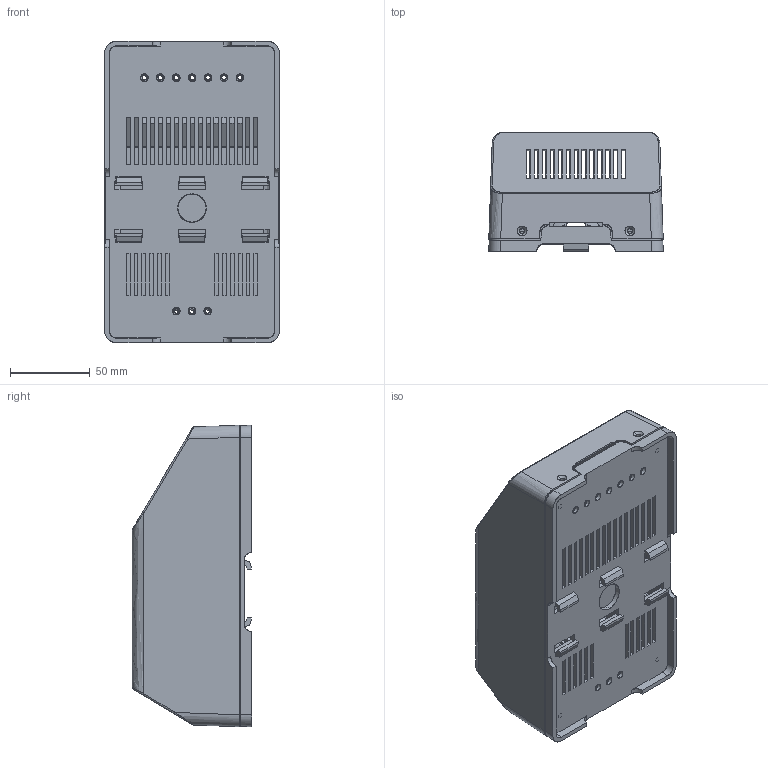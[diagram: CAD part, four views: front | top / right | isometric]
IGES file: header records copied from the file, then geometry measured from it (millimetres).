
Start section: SolidWorks IGES file using analytic representation for surfaces
Global section: file name: KM-68.IGS; native system: SolidWorks 2009; preprocessor: SolidWorks 2009; author: uki; date: 120331.171647; units: millimetre
Bounding box: 109.61 x 75.1 x 189.31 mm (x, y, z)
Surface area: 155877.4 mm2 (no closed solid volume)
Topology: 0 solids, 0 shells, 1023 faces, 11099 edges, 11099 vertices
Faces by surface type: bspline 843, revolution 180
